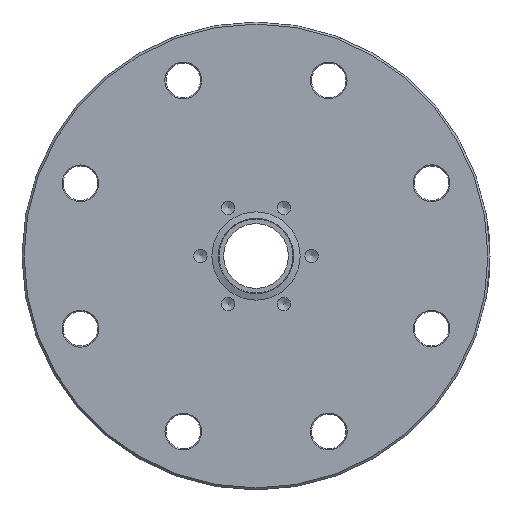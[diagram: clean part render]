
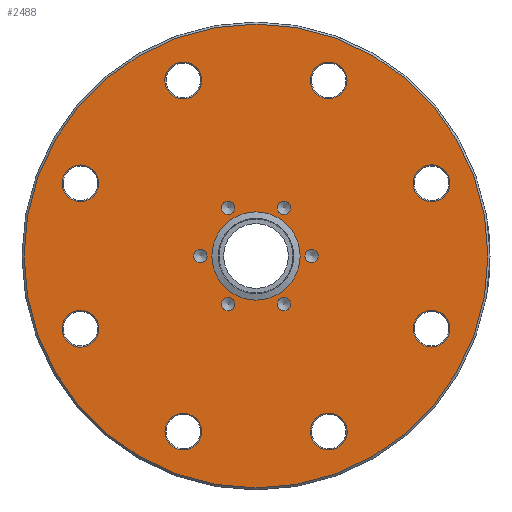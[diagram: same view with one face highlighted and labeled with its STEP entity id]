
A CAD part, front view. The second image highlights one B-rep face of the part: STEP entity #2488.
In plain terms, the highlighted planar face has unit normal (0, -1, 0).
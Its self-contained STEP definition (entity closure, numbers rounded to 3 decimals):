
#217=FACE_BOUND('',#475,.T.);
#218=FACE_BOUND('',#476,.T.);
#219=FACE_BOUND('',#477,.T.);
#220=FACE_BOUND('',#478,.T.);
#221=FACE_BOUND('',#479,.T.);
#222=FACE_BOUND('',#480,.T.);
#223=FACE_BOUND('',#481,.T.);
#224=FACE_BOUND('',#482,.T.);
#225=FACE_BOUND('',#483,.T.);
#226=FACE_BOUND('',#484,.T.);
#227=FACE_BOUND('',#485,.T.);
#228=FACE_BOUND('',#486,.T.);
#229=FACE_BOUND('',#487,.T.);
#230=FACE_BOUND('',#488,.T.);
#231=FACE_BOUND('',#489,.T.);
#249=PLANE('',#2672);
#327=FACE_OUTER_BOUND('',#474,.T.);
#474=EDGE_LOOP('',(#1722));
#475=EDGE_LOOP('',(#1723));
#476=EDGE_LOOP('',(#1724));
#477=EDGE_LOOP('',(#1725));
#478=EDGE_LOOP('',(#1726));
#479=EDGE_LOOP('',(#1727));
#480=EDGE_LOOP('',(#1728));
#481=EDGE_LOOP('',(#1729));
#482=EDGE_LOOP('',(#1730));
#483=EDGE_LOOP('',(#1731));
#484=EDGE_LOOP('',(#1732));
#485=EDGE_LOOP('',(#1733));
#486=EDGE_LOOP('',(#1734));
#487=EDGE_LOOP('',(#1735));
#488=EDGE_LOOP('',(#1736));
#489=EDGE_LOOP('',(#1737));
#934=CIRCLE('',#2644,1.621);
#936=CIRCLE('',#2648,1.621);
#938=CIRCLE('',#2652,1.621);
#940=CIRCLE('',#2656,1.621);
#942=CIRCLE('',#2660,1.621);
#944=CIRCLE('',#2664,1.621);
#949=CIRCLE('',#2671,56.25);
#950=CIRCLE('',#2673,4.45);
#951=CIRCLE('',#2674,4.45);
#952=CIRCLE('',#2675,4.45);
#953=CIRCLE('',#2676,4.45);
#954=CIRCLE('',#2677,10.7);
#955=CIRCLE('',#2678,4.45);
#956=CIRCLE('',#2679,4.45);
#957=CIRCLE('',#2680,4.45);
#958=CIRCLE('',#2681,4.45);
#1030=VERTEX_POINT('',#3364);
#1033=VERTEX_POINT('',#3373);
#1036=VERTEX_POINT('',#3382);
#1039=VERTEX_POINT('',#3391);
#1042=VERTEX_POINT('',#3400);
#1045=VERTEX_POINT('',#3409);
#1050=VERTEX_POINT('',#3423);
#1051=VERTEX_POINT('',#3427);
#1052=VERTEX_POINT('',#3429);
#1053=VERTEX_POINT('',#3431);
#1054=VERTEX_POINT('',#3433);
#1055=VERTEX_POINT('',#3435);
#1056=VERTEX_POINT('',#3437);
#1057=VERTEX_POINT('',#3439);
#1058=VERTEX_POINT('',#3441);
#1059=VERTEX_POINT('',#3443);
#1286=EDGE_CURVE('',#1030,#1030,#934,.T.);
#1290=EDGE_CURVE('',#1033,#1033,#936,.T.);
#1294=EDGE_CURVE('',#1036,#1036,#938,.T.);
#1298=EDGE_CURVE('',#1039,#1039,#940,.T.);
#1302=EDGE_CURVE('',#1042,#1042,#942,.T.);
#1306=EDGE_CURVE('',#1045,#1045,#944,.T.);
#1314=EDGE_CURVE('',#1050,#1050,#949,.T.);
#1315=EDGE_CURVE('',#1051,#1051,#950,.T.);
#1316=EDGE_CURVE('',#1052,#1052,#951,.T.);
#1317=EDGE_CURVE('',#1053,#1053,#952,.T.);
#1318=EDGE_CURVE('',#1054,#1054,#953,.T.);
#1319=EDGE_CURVE('',#1055,#1055,#954,.T.);
#1320=EDGE_CURVE('',#1056,#1056,#955,.T.);
#1321=EDGE_CURVE('',#1057,#1057,#956,.T.);
#1322=EDGE_CURVE('',#1058,#1058,#957,.T.);
#1323=EDGE_CURVE('',#1059,#1059,#958,.T.);
#1722=ORIENTED_EDGE('',*,*,#1314,.F.);
#1723=ORIENTED_EDGE('',*,*,#1286,.T.);
#1724=ORIENTED_EDGE('',*,*,#1290,.T.);
#1725=ORIENTED_EDGE('',*,*,#1294,.T.);
#1726=ORIENTED_EDGE('',*,*,#1298,.T.);
#1727=ORIENTED_EDGE('',*,*,#1302,.T.);
#1728=ORIENTED_EDGE('',*,*,#1306,.T.);
#1729=ORIENTED_EDGE('',*,*,#1315,.F.);
#1730=ORIENTED_EDGE('',*,*,#1316,.F.);
#1731=ORIENTED_EDGE('',*,*,#1317,.F.);
#1732=ORIENTED_EDGE('',*,*,#1318,.F.);
#1733=ORIENTED_EDGE('',*,*,#1319,.T.);
#1734=ORIENTED_EDGE('',*,*,#1320,.F.);
#1735=ORIENTED_EDGE('',*,*,#1321,.F.);
#1736=ORIENTED_EDGE('',*,*,#1322,.F.);
#1737=ORIENTED_EDGE('',*,*,#1323,.F.);
#2488=ADVANCED_FACE('',(#327,#217,#218,#219,#220,#221,#222,#223,#224,#225,
#226,#227,#228,#229,#230,#231),#249,.T.);
#2644=AXIS2_PLACEMENT_3D('',#3365,#2839,#2840);
#2648=AXIS2_PLACEMENT_3D('',#3374,#2849,#2850);
#2652=AXIS2_PLACEMENT_3D('',#3383,#2859,#2860);
#2656=AXIS2_PLACEMENT_3D('',#3392,#2869,#2870);
#2660=AXIS2_PLACEMENT_3D('',#3401,#2879,#2880);
#2664=AXIS2_PLACEMENT_3D('',#3410,#2889,#2890);
#2671=AXIS2_PLACEMENT_3D('',#3425,#2906,#2907);
#2672=AXIS2_PLACEMENT_3D('',#3426,#2908,#2909);
#2673=AXIS2_PLACEMENT_3D('',#3428,#2910,#2911);
#2674=AXIS2_PLACEMENT_3D('',#3430,#2912,#2913);
#2675=AXIS2_PLACEMENT_3D('',#3432,#2914,#2915);
#2676=AXIS2_PLACEMENT_3D('',#3434,#2916,#2917);
#2677=AXIS2_PLACEMENT_3D('',#3436,#2918,#2919);
#2678=AXIS2_PLACEMENT_3D('',#3438,#2920,#2921);
#2679=AXIS2_PLACEMENT_3D('',#3440,#2922,#2923);
#2680=AXIS2_PLACEMENT_3D('',#3442,#2924,#2925);
#2681=AXIS2_PLACEMENT_3D('',#3444,#2926,#2927);
#2839=DIRECTION('center_axis',(0.,1.,0.));
#2840=DIRECTION('ref_axis',(0.5,0.,0.866));
#2849=DIRECTION('center_axis',(0.,1.,0.));
#2850=DIRECTION('ref_axis',(-0.5,0.,0.866));
#2859=DIRECTION('center_axis',(0.,1.,0.));
#2860=DIRECTION('ref_axis',(-1.,0.,0.));
#2869=DIRECTION('center_axis',(0.,1.,0.));
#2870=DIRECTION('ref_axis',(-0.5,0.,-0.866));
#2879=DIRECTION('center_axis',(0.,1.,0.));
#2880=DIRECTION('ref_axis',(0.5,0.,-0.866));
#2889=DIRECTION('center_axis',(0.,1.,0.));
#2890=DIRECTION('ref_axis',(1.,0.,0.));
#2906=DIRECTION('center_axis',(0.,1.,0.));
#2907=DIRECTION('ref_axis',(1.,0.,0.));
#2908=DIRECTION('center_axis',(0.,-1.,0.));
#2909=DIRECTION('ref_axis',(0.,0.,-1.));
#2910=DIRECTION('center_axis',(0.,-1.,0.));
#2911=DIRECTION('ref_axis',(0.707,0.,0.707));
#2912=DIRECTION('center_axis',(0.,-1.,0.));
#2913=DIRECTION('ref_axis',(-0.707,0.,0.707));
#2914=DIRECTION('center_axis',(0.,-1.,0.));
#2915=DIRECTION('ref_axis',(-0.707,0.,-0.707));
#2916=DIRECTION('center_axis',(0.,-1.,0.));
#2917=DIRECTION('ref_axis',(0.707,0.,-0.707));
#2918=DIRECTION('center_axis',(0.,1.,0.));
#2919=DIRECTION('ref_axis',(1.,0.,0.));
#2920=DIRECTION('center_axis',(0.,-1.,0.));
#2921=DIRECTION('ref_axis',(1.,0.,0.));
#2922=DIRECTION('center_axis',(0.,-1.,0.));
#2923=DIRECTION('ref_axis',(0.,0.,-1.));
#2924=DIRECTION('center_axis',(0.,-1.,0.));
#2925=DIRECTION('ref_axis',(-1.,0.,0.));
#2926=DIRECTION('center_axis',(0.,-1.,0.));
#2927=DIRECTION('ref_axis',(0.,0.,1.));
#3364=CARTESIAN_POINT('',(5.939,0.,10.288));
#3365=CARTESIAN_POINT('Origin',(6.75,0.,11.691));
#3373=CARTESIAN_POINT('',(-5.94,0.,10.288));
#3374=CARTESIAN_POINT('Origin',(-6.75,0.,11.691));
#3382=CARTESIAN_POINT('',(-11.879,0.,0.));
#3383=CARTESIAN_POINT('Origin',(-13.5,0.,0.));
#3391=CARTESIAN_POINT('',(-5.94,0.,-10.288));
#3392=CARTESIAN_POINT('Origin',(-6.75,0.,-11.691));
#3400=CARTESIAN_POINT('',(5.94,0.,-10.288));
#3401=CARTESIAN_POINT('Origin',(6.75,0.,-11.691));
#3409=CARTESIAN_POINT('',(11.879,0.,0.));
#3410=CARTESIAN_POINT('Origin',(13.5,0.,0.));
#3423=CARTESIAN_POINT('',(-56.25,0.,0.));
#3425=CARTESIAN_POINT('Origin',(0.,0.,0.));
#3426=CARTESIAN_POINT('Origin',(-56.75,0.,0.));
#3427=CARTESIAN_POINT('',(39.444,0.,14.495));
#3428=CARTESIAN_POINT('Origin',(42.591,0.,17.642));
#3429=CARTESIAN_POINT('',(-14.495,0.,39.444));
#3430=CARTESIAN_POINT('Origin',(-17.642,0.,42.591));
#3431=CARTESIAN_POINT('',(-39.444,0.,-14.495));
#3432=CARTESIAN_POINT('Origin',(-42.591,0.,-17.642));
#3433=CARTESIAN_POINT('',(14.495,0.,-39.444));
#3434=CARTESIAN_POINT('Origin',(17.642,0.,-42.591));
#3435=CARTESIAN_POINT('',(10.7,0.,0.));
#3436=CARTESIAN_POINT('Origin',(0.,0.,0.));
#3437=CARTESIAN_POINT('',(38.141,0.,-17.642));
#3438=CARTESIAN_POINT('Origin',(42.591,0.,-17.642));
#3439=CARTESIAN_POINT('',(-17.642,0.,-38.141));
#3440=CARTESIAN_POINT('Origin',(-17.642,0.,-42.591));
#3441=CARTESIAN_POINT('',(-38.141,0.,17.642));
#3442=CARTESIAN_POINT('Origin',(-42.591,0.,17.642));
#3443=CARTESIAN_POINT('',(17.642,0.,38.141));
#3444=CARTESIAN_POINT('Origin',(17.642,0.,42.591));
